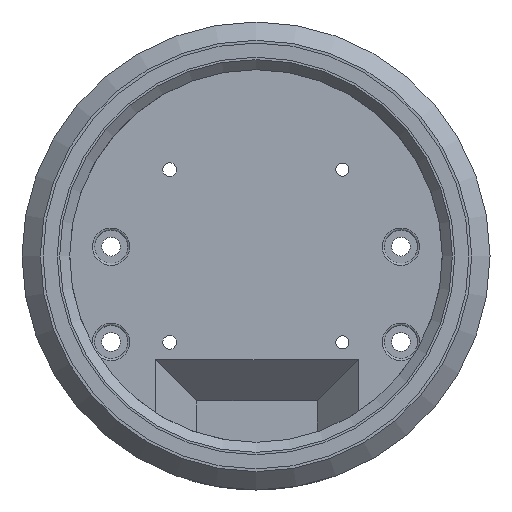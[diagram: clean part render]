
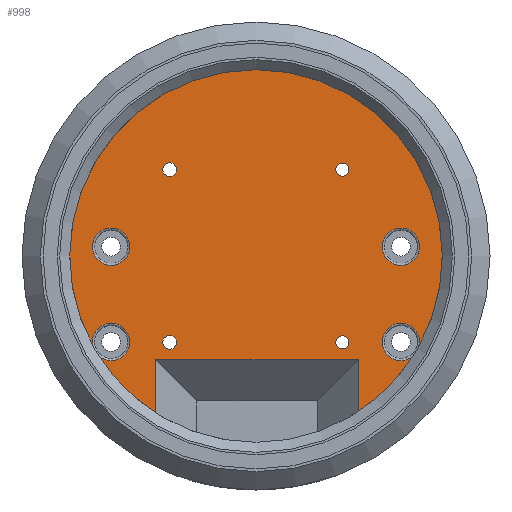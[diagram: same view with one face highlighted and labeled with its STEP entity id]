
A CAD part, front view. The second image highlights one B-rep face of the part: STEP entity #998.
In plain terms, the highlighted planar face has unit normal (0, -1, 0).
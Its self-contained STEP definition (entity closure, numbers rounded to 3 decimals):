
#46=FACE_BOUND('',#261,.T.);
#47=FACE_BOUND('',#262,.T.);
#48=FACE_BOUND('',#263,.T.);
#49=FACE_BOUND('',#264,.T.);
#50=FACE_BOUND('',#265,.T.);
#51=FACE_BOUND('',#266,.T.);
#74=LINE('',#1606,#124);
#75=LINE('',#1608,#125);
#76=LINE('',#1610,#126);
#124=VECTOR('',#1241,10.);
#125=VECTOR('',#1242,10.);
#126=VECTOR('',#1243,10.);
#174=PLANE('',#1078);
#200=FACE_OUTER_BOUND('',#260,.T.);
#260=EDGE_LOOP('',(#698,#699,#700,#701,#702,#703,#704,#705,#706,#707,#708));
#261=EDGE_LOOP('',(#709));
#262=EDGE_LOOP('',(#710));
#263=EDGE_LOOP('',(#711));
#264=EDGE_LOOP('',(#712));
#265=EDGE_LOOP('',(#713));
#266=EDGE_LOOP('',(#714));
#347=CIRCLE('',#1073,4.5);
#351=CIRCLE('',#1077,4.5);
#352=CIRCLE('',#1079,45.);
#353=CIRCLE('',#1080,45.);
#354=CIRCLE('',#1081,4.5);
#355=CIRCLE('',#1082,4.5);
#356=CIRCLE('',#1083,45.);
#357=CIRCLE('',#1084,45.);
#358=CIRCLE('',#1085,4.5);
#359=CIRCLE('',#1086,1.651);
#360=CIRCLE('',#1087,1.659);
#361=CIRCLE('',#1088,1.6);
#362=CIRCLE('',#1089,1.6);
#363=CIRCLE('',#1090,4.5);
#443=VERTEX_POINT('',#1576);
#444=VERTEX_POINT('',#1577);
#445=VERTEX_POINT('',#1594);
#448=VERTEX_POINT('',#1603);
#449=VERTEX_POINT('',#1605);
#450=VERTEX_POINT('',#1607);
#451=VERTEX_POINT('',#1609);
#452=VERTEX_POINT('',#1611);
#453=VERTEX_POINT('',#1613);
#454=VERTEX_POINT('',#1615);
#455=VERTEX_POINT('',#1617);
#456=VERTEX_POINT('',#1620);
#457=VERTEX_POINT('',#1622);
#458=VERTEX_POINT('',#1624);
#459=VERTEX_POINT('',#1626);
#460=VERTEX_POINT('',#1628);
#461=VERTEX_POINT('',#1630);
#544=EDGE_CURVE('',#443,#445,#347,.T.);
#548=EDGE_CURVE('',#445,#444,#351,.T.);
#549=EDGE_CURVE('',#448,#443,#352,.T.);
#550=EDGE_CURVE('',#449,#448,#74,.T.);
#551=EDGE_CURVE('',#450,#449,#75,.T.);
#552=EDGE_CURVE('',#451,#450,#76,.T.);
#553=EDGE_CURVE('',#452,#451,#353,.T.);
#554=EDGE_CURVE('',#453,#452,#354,.T.);
#555=EDGE_CURVE('',#454,#453,#355,.T.);
#556=EDGE_CURVE('',#455,#454,#356,.T.);
#557=EDGE_CURVE('',#444,#455,#357,.T.);
#558=EDGE_CURVE('',#456,#456,#358,.T.);
#559=EDGE_CURVE('',#457,#457,#359,.T.);
#560=EDGE_CURVE('',#458,#458,#360,.T.);
#561=EDGE_CURVE('',#459,#459,#361,.T.);
#562=EDGE_CURVE('',#460,#460,#362,.T.);
#563=EDGE_CURVE('',#461,#461,#363,.T.);
#698=ORIENTED_EDGE('',*,*,#544,.F.);
#699=ORIENTED_EDGE('',*,*,#549,.F.);
#700=ORIENTED_EDGE('',*,*,#550,.F.);
#701=ORIENTED_EDGE('',*,*,#551,.F.);
#702=ORIENTED_EDGE('',*,*,#552,.F.);
#703=ORIENTED_EDGE('',*,*,#553,.F.);
#704=ORIENTED_EDGE('',*,*,#554,.F.);
#705=ORIENTED_EDGE('',*,*,#555,.F.);
#706=ORIENTED_EDGE('',*,*,#556,.F.);
#707=ORIENTED_EDGE('',*,*,#557,.F.);
#708=ORIENTED_EDGE('',*,*,#548,.F.);
#709=ORIENTED_EDGE('',*,*,#558,.F.);
#710=ORIENTED_EDGE('',*,*,#559,.T.);
#711=ORIENTED_EDGE('',*,*,#560,.T.);
#712=ORIENTED_EDGE('',*,*,#561,.T.);
#713=ORIENTED_EDGE('',*,*,#562,.T.);
#714=ORIENTED_EDGE('',*,*,#563,.F.);
#998=ADVANCED_FACE('',(#200,#46,#47,#48,#49,#50,#51),#174,.F.);
#1073=AXIS2_PLACEMENT_3D('',#1595,#1227,#1228);
#1077=AXIS2_PLACEMENT_3D('',#1601,#1235,#1236);
#1078=AXIS2_PLACEMENT_3D('',#1602,#1237,#1238);
#1079=AXIS2_PLACEMENT_3D('',#1604,#1239,#1240);
#1080=AXIS2_PLACEMENT_3D('',#1612,#1244,#1245);
#1081=AXIS2_PLACEMENT_3D('',#1614,#1246,#1247);
#1082=AXIS2_PLACEMENT_3D('',#1616,#1248,#1249);
#1083=AXIS2_PLACEMENT_3D('',#1618,#1250,#1251);
#1084=AXIS2_PLACEMENT_3D('',#1619,#1252,#1253);
#1085=AXIS2_PLACEMENT_3D('',#1621,#1254,#1255);
#1086=AXIS2_PLACEMENT_3D('',#1623,#1256,#1257);
#1087=AXIS2_PLACEMENT_3D('',#1625,#1258,#1259);
#1088=AXIS2_PLACEMENT_3D('',#1627,#1260,#1261);
#1089=AXIS2_PLACEMENT_3D('',#1629,#1262,#1263);
#1090=AXIS2_PLACEMENT_3D('',#1631,#1264,#1265);
#1227=DIRECTION('center_axis',(0.,-1.,0.));
#1228=DIRECTION('ref_axis',(0.,0.,1.));
#1235=DIRECTION('center_axis',(0.,-1.,0.));
#1236=DIRECTION('ref_axis',(0.,0.,1.));
#1237=DIRECTION('center_axis',(0.,1.,0.));
#1238=DIRECTION('ref_axis',(0.,0.,1.));
#1239=DIRECTION('center_axis',(0.,1.,0.));
#1240=DIRECTION('ref_axis',(0.,0.,-1.));
#1241=DIRECTION('',(0.,0.,-1.));
#1242=DIRECTION('',(-1.,0.,0.));
#1243=DIRECTION('',(0.,0.,1.));
#1244=DIRECTION('center_axis',(0.,1.,0.));
#1245=DIRECTION('ref_axis',(0.,0.,-1.));
#1246=DIRECTION('center_axis',(0.,-1.,0.));
#1247=DIRECTION('ref_axis',(0.,0.,1.));
#1248=DIRECTION('center_axis',(0.,-1.,0.));
#1249=DIRECTION('ref_axis',(0.,0.,1.));
#1250=DIRECTION('center_axis',(0.,1.,0.));
#1251=DIRECTION('ref_axis',(0.,0.,-1.));
#1252=DIRECTION('center_axis',(0.,1.,0.));
#1253=DIRECTION('ref_axis',(0.,0.,-1.));
#1254=DIRECTION('center_axis',(0.,-1.,0.));
#1255=DIRECTION('ref_axis',(0.,0.,1.));
#1256=DIRECTION('center_axis',(0.,1.,0.));
#1257=DIRECTION('ref_axis',(0.,0.,1.));
#1258=DIRECTION('center_axis',(0.,1.,0.));
#1259=DIRECTION('ref_axis',(0.,0.,1.));
#1260=DIRECTION('center_axis',(0.,1.,0.));
#1261=DIRECTION('ref_axis',(0.,0.,1.));
#1262=DIRECTION('center_axis',(0.,1.,0.));
#1263=DIRECTION('ref_axis',(0.,0.,1.));
#1264=DIRECTION('center_axis',(0.,-1.,0.));
#1265=DIRECTION('ref_axis',(0.,0.,1.));
#1576=CARTESIAN_POINT('',(-37.986,23.,-24.127));
#1577=CARTESIAN_POINT('',(-39.386,23.,-21.765));
#1594=CARTESIAN_POINT('',(-35.,23.,-25.26));
#1595=CARTESIAN_POINT('Origin',(-35.,23.,-20.76));
#1601=CARTESIAN_POINT('Origin',(-35.,23.,-20.76));
#1602=CARTESIAN_POINT('Origin',(0.,23.,0.));
#1603=CARTESIAN_POINT('',(-24.255,23.,-37.904));
#1604=CARTESIAN_POINT('Origin',(0.,23.,0.));
#1605=CARTESIAN_POINT('',(-24.255,23.,-25.));
#1606=CARTESIAN_POINT('',(-24.255,23.,-17.5));
#1607=CARTESIAN_POINT('',(24.745,23.,-25.));
#1608=CARTESIAN_POINT('',(0.123,23.,-25.));
#1609=CARTESIAN_POINT('',(24.745,23.,-37.586));
#1610=CARTESIAN_POINT('',(24.745,23.,-17.5));
#1611=CARTESIAN_POINT('',(37.986,23.,-24.127));
#1612=CARTESIAN_POINT('Origin',(0.,23.,0.));
#1613=CARTESIAN_POINT('',(35.,23.,-25.26));
#1614=CARTESIAN_POINT('Origin',(35.,23.,-20.76));
#1615=CARTESIAN_POINT('',(39.386,23.,-21.765));
#1616=CARTESIAN_POINT('Origin',(35.,23.,-20.76));
#1617=CARTESIAN_POINT('',(0.,23.,45.));
#1618=CARTESIAN_POINT('Origin',(0.,23.,0.));
#1619=CARTESIAN_POINT('Origin',(0.,23.,0.));
#1620=CARTESIAN_POINT('',(-35.,23.,-2.26));
#1621=CARTESIAN_POINT('Origin',(-35.,23.,2.24));
#1622=CARTESIAN_POINT('',(-20.86,23.,-22.511));
#1623=CARTESIAN_POINT('Origin',(-20.86,23.,-20.86));
#1624=CARTESIAN_POINT('',(-20.86,23.,19.201));
#1625=CARTESIAN_POINT('Origin',(-20.86,23.,20.86));
#1626=CARTESIAN_POINT('',(20.86,23.,19.26));
#1627=CARTESIAN_POINT('Origin',(20.86,23.,20.86));
#1628=CARTESIAN_POINT('',(20.86,23.,-22.46));
#1629=CARTESIAN_POINT('Origin',(20.86,23.,-20.86));
#1630=CARTESIAN_POINT('',(35.,23.,-2.26));
#1631=CARTESIAN_POINT('Origin',(35.,23.,2.24));
